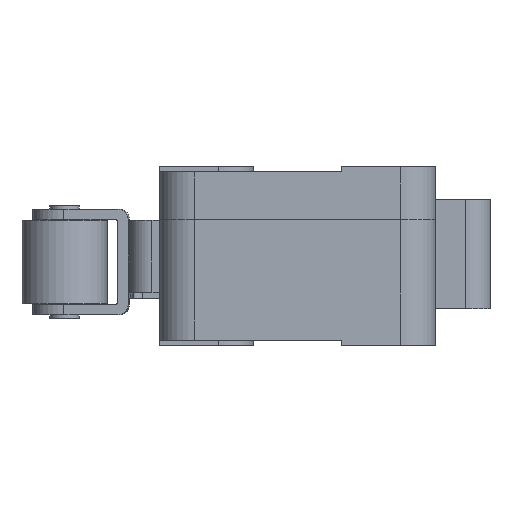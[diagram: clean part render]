
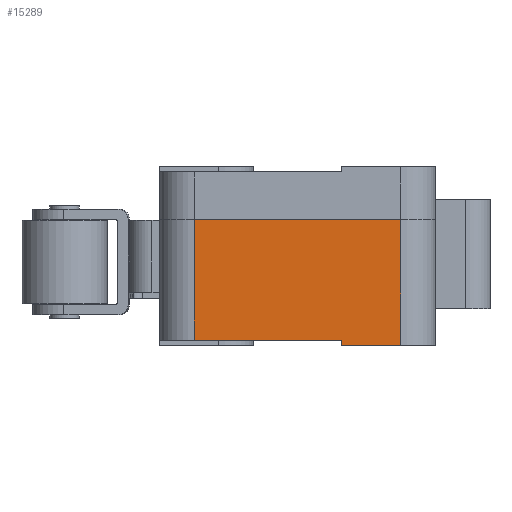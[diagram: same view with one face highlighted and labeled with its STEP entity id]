
A CAD part, left-side view. The second image highlights one B-rep face of the part: STEP entity #15289.
In plain terms, the highlighted planar face has unit normal (-1, 0, 0).
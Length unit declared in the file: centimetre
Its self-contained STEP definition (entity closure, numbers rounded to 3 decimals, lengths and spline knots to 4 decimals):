
#1712=FACE_OUTER_BOUND('',#2584,.T.);
#2584=EDGE_LOOP('',(#13934,#13935,#13936,#13937,#13938,#13939));
#3746=LINE('',#24841,#5399);
#4219=LINE('',#27695,#5872);
#4222=LINE('',#27703,#5875);
#4226=LINE('',#27714,#5879);
#4229=LINE('',#27720,#5882);
#4240=LINE('',#27749,#5893);
#5399=VECTOR('',#18055,1.);
#5872=VECTOR('',#19086,1.);
#5875=VECTOR('',#19093,1.);
#5879=VECTOR('',#19109,1.);
#5882=VECTOR('',#19118,1.);
#5893=VECTOR('',#19155,1.);
#7044=VERTEX_POINT('',#24828);
#7048=VERTEX_POINT('',#24840);
#7340=VERTEX_POINT('',#27691);
#7341=VERTEX_POINT('',#27693);
#7344=VERTEX_POINT('',#27702);
#7345=VERTEX_POINT('',#27712);
#8902=EDGE_CURVE('',#7048,#7044,#3746,.T.);
#9525=EDGE_CURVE('',#7340,#7341,#4219,.T.);
#9529=EDGE_CURVE('',#7344,#7340,#4222,.T.);
#9535=EDGE_CURVE('',#7345,#7341,#4226,.T.);
#9538=EDGE_CURVE('',#7344,#7044,#4229,.T.);
#9551=EDGE_CURVE('',#7345,#7048,#4240,.T.);
#13934=ORIENTED_EDGE('',*,*,#8902,.T.);
#13935=ORIENTED_EDGE('',*,*,#9538,.F.);
#13936=ORIENTED_EDGE('',*,*,#9529,.T.);
#13937=ORIENTED_EDGE('',*,*,#9525,.T.);
#13938=ORIENTED_EDGE('',*,*,#9535,.F.);
#13939=ORIENTED_EDGE('',*,*,#9551,.T.);
#14485=PLANE('',#16037);
#15289=ADVANCED_FACE('',(#1712),#14485,.T.);
#16037=AXIS2_PLACEMENT_3D('',#27748,#19153,#19154);
#18055=DIRECTION('',(0.,1.,0.));
#19086=DIRECTION('',(0.,0.,-1.));
#19093=DIRECTION('',(0.,-1.,0.));
#19109=DIRECTION('',(0.,1.,0.));
#19118=DIRECTION('',(0.,0.,1.));
#19153=DIRECTION('center_axis',(-1.,0.,0.));
#19154=DIRECTION('ref_axis',(0.,0.,1.));
#19155=DIRECTION('',(0.,0.,1.));
#24828=CARTESIAN_POINT('',(-2.89,0.6425,0.725));
#24840=CARTESIAN_POINT('',(-2.89,-0.5475,0.725));
#24841=CARTESIAN_POINT('',(-2.89,0.1475,0.725));
#27691=CARTESIAN_POINT('',(-2.89,-0.2075,0.03));
#27693=CARTESIAN_POINT('',(-2.89,-0.2075,0.));
#27695=CARTESIAN_POINT('',(-2.89,-0.2075,0.));
#27702=CARTESIAN_POINT('',(-2.89,0.6425,0.03));
#27703=CARTESIAN_POINT('',(-2.89,-0.246,0.03));
#27712=CARTESIAN_POINT('',(-2.89,-0.5475,0.));
#27714=CARTESIAN_POINT('',(-2.89,-0.5475,0.));
#27720=CARTESIAN_POINT('',(-2.89,0.6425,0.));
#27748=CARTESIAN_POINT('Origin',(-2.89,-0.5475,0.));
#27749=CARTESIAN_POINT('',(-2.89,-0.5475,0.));
